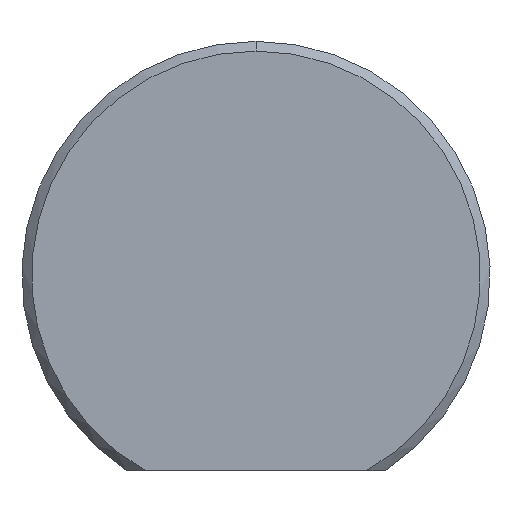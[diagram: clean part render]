
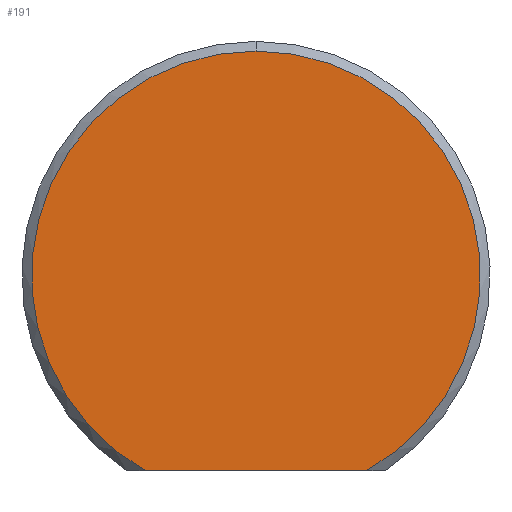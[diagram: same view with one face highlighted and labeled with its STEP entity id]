
A CAD part, front view. The second image highlights one B-rep face of the part: STEP entity #191.
In plain terms, the highlighted planar face has unit normal (0, -1, 0).
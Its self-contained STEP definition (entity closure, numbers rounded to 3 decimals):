
#2 = LINE ( 'NONE', #83, #57 ) ;
#5 = DIRECTION ( 'NONE',  ( 0., 0., 1. ) ) ;
#26 = AXIS2_PLACEMENT_3D ( 'NONE', #155, #107, #175 ) ;
#39 = VERTEX_POINT ( 'NONE', #241 ) ;
#42 = AXIS2_PLACEMENT_3D ( 'NONE', #199, #178, #266 ) ;
#51 = VERTEX_POINT ( 'NONE', #265 ) ;
#53 = CIRCLE ( 'NONE', #26, 2.875 ) ;
#57 = VECTOR ( 'NONE', #218, 1000. ) ;
#58 = CARTESIAN_POINT ( 'NONE',  ( 0., 0., 2.875 ) ) ;
#70 = PLANE ( 'NONE',  #124 ) ;
#78 = ORIENTED_EDGE ( 'NONE', *, *, #187, .T. ) ;
#83 = CARTESIAN_POINT ( 'NONE',  ( 0., 0., -2.5 ) ) ;
#86 = EDGE_CURVE ( 'NONE', #39, #51, #2, .T. ) ;
#107 = DIRECTION ( 'NONE',  ( 0., -1., 0. ) ) ;
#124 = AXIS2_PLACEMENT_3D ( 'NONE', #245, #129, #5 ) ;
#129 = DIRECTION ( 'NONE',  ( 0., 1., 0. ) ) ;
#155 = CARTESIAN_POINT ( 'NONE',  ( 0., 0., 0. ) ) ;
#157 = CIRCLE ( 'NONE', #42, 2.875 ) ;
#161 = EDGE_CURVE ( 'NONE', #51, #259, #53, .T. ) ;
#175 = DIRECTION ( 'NONE',  ( 0., 0., 1. ) ) ;
#178 = DIRECTION ( 'NONE',  ( 0., -1., 0. ) ) ;
#187 = EDGE_CURVE ( 'NONE', #259, #39, #157, .T. ) ;
#191 = ADVANCED_FACE ( 'NONE', ( #192 ), #70, .F. ) ;
#192 = FACE_OUTER_BOUND ( 'NONE', #195, .T. ) ;
#195 = EDGE_LOOP ( 'NONE', ( #219, #201, #78 ) ) ;
#199 = CARTESIAN_POINT ( 'NONE',  ( 0., 0., 0. ) ) ;
#201 = ORIENTED_EDGE ( 'NONE', *, *, #161, .T. ) ;
#218 = DIRECTION ( 'NONE',  ( 1., 0., 0. ) ) ;
#219 = ORIENTED_EDGE ( 'NONE', *, *, #86, .T. ) ;
#241 = CARTESIAN_POINT ( 'NONE',  ( -1.42, 0., -2.5 ) ) ;
#245 = CARTESIAN_POINT ( 'NONE',  ( 0., 0., 0. ) ) ;
#259 = VERTEX_POINT ( 'NONE', #58 ) ;
#265 = CARTESIAN_POINT ( 'NONE',  ( 1.42, 0., -2.5 ) ) ;
#266 = DIRECTION ( 'NONE',  ( 0., 0., 1. ) ) ;
